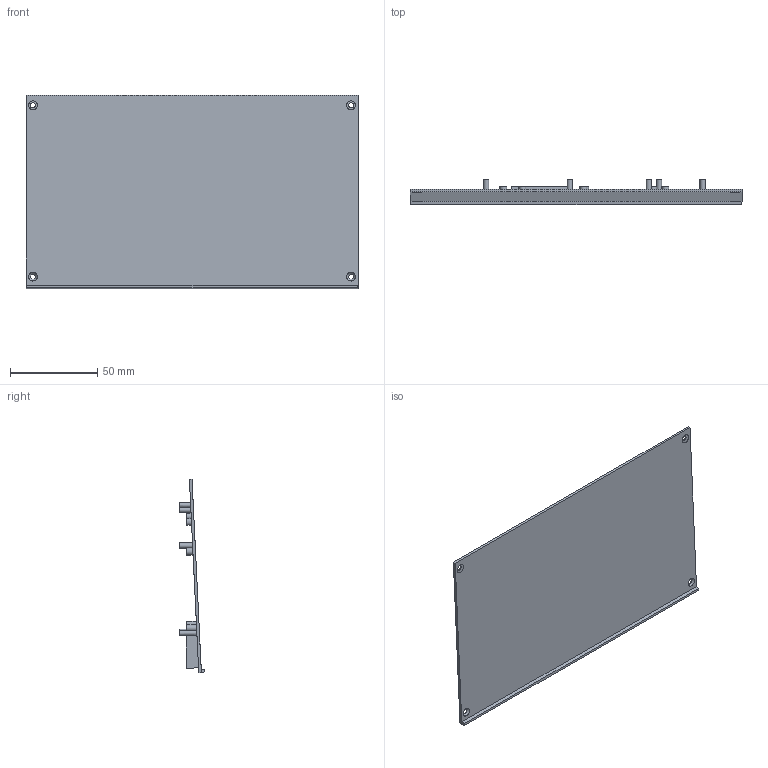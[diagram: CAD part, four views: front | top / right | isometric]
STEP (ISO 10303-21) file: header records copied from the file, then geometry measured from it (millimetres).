
FILE_DESCRIPTION(/* description */ (''),/* implementation_level */ '2;1');
FILE_NAME(/* name */ 'Bottom Cover Right.step',/* time_stamp */ '2026-01-26T08:43:28Z',/* author */ (''),/* organization */ (''),/* preprocessor_version */ 'ST-DEVELOPER v20.1',/* originating_system */ 'Autodesk Translation Framework v14.21.0.0',/* authorisation */ '');
FILE_SCHEMA (('AUTOMOTIVE_DESIGN { 1 0 10303 214 3 1 1 }'));
Length unit declared in the file: millimetre
Products named in the file (1): Bottom Cover Right
Bounding box: 190.5 x 14.73 x 111 mm (x, y, z)
Volume: 33637.5 mm3; surface area: 46014.1 mm2
Topology: 1 solids, 1 shells, 53 faces, 109 edges, 70 vertices
Faces by surface type: plane 34, cylinder 15, cone 4
Full cylindrical faces by diameter (mm): 3 x9, 4 x6
Entity records: 1442 total; most frequent: DIRECTION 251, CARTESIAN_POINT 233, ORIENTED_EDGE 218, EDGE_CURVE 109, AXIS2_PLACEMENT_3D 88, LINE 75, VECTOR 75, EDGE_LOOP 73
